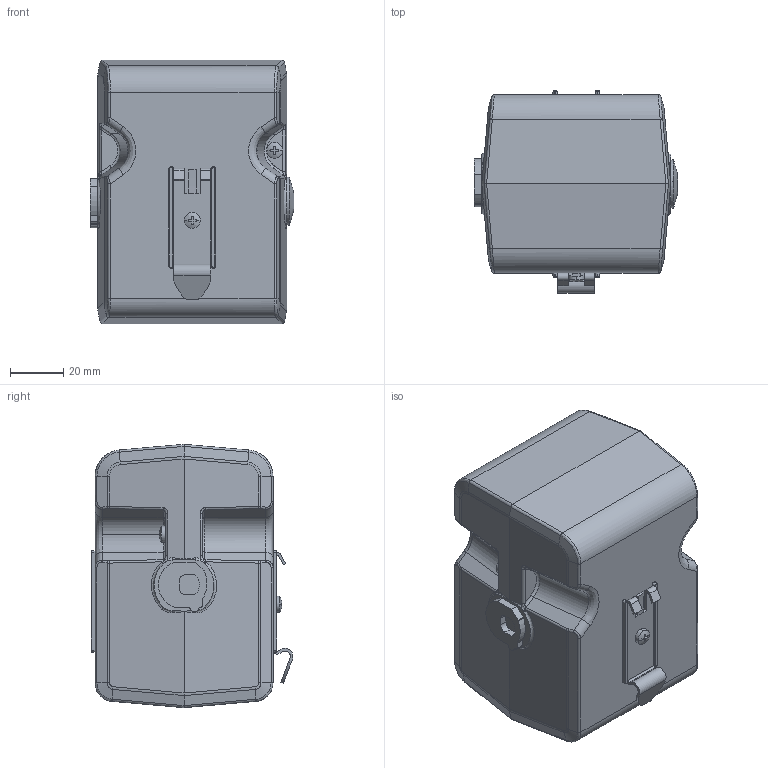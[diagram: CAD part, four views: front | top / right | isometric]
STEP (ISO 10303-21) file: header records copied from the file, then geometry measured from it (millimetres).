
FILE_DESCRIPTION (( 'STEP AP214' ), '1' );
FILE_NAME ('SNV.STEP', '2018-06-29T15:05:27', ( '' ), ( '' ), 'SwSTEP 2.0', 'SolidWorks 2016', '' );
FILE_SCHEMA (( 'AUTOMOTIVE_DESIGN' ));
Length unit declared in the file: millimetre
Products named in the file (1): SNV
Bounding box: 76.42 x 75.9 x 98.99 mm (x, y, z)
Volume: 423666.8 mm3; surface area: 36912.6 mm2
Topology: 5 solids, 5 shells, 449 faces, 1113 edges, 680 vertices
Faces by surface type: plane 160, cylinder 144, bspline 135, cone 6, sphere 4
Entity records: 32524 total; most frequent: CARTESIAN_POINT 18493, ORIENTED_EDGE 2226, DIRECTION 1508, EDGE_CURVE 1113, VERTEX_POINT 680, AXIS2_PLACEMENT_3D 503, VECTOR 502, LINE 502
